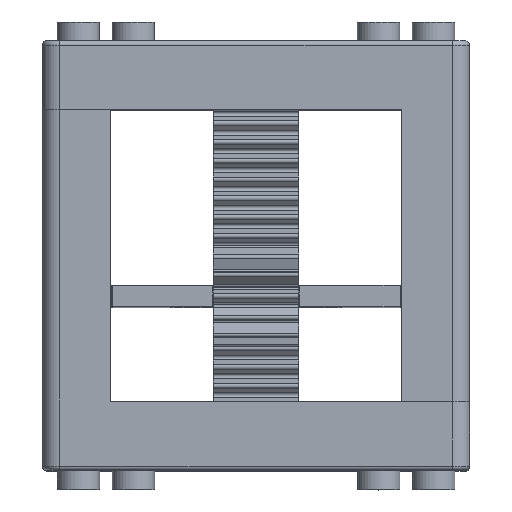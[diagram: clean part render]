
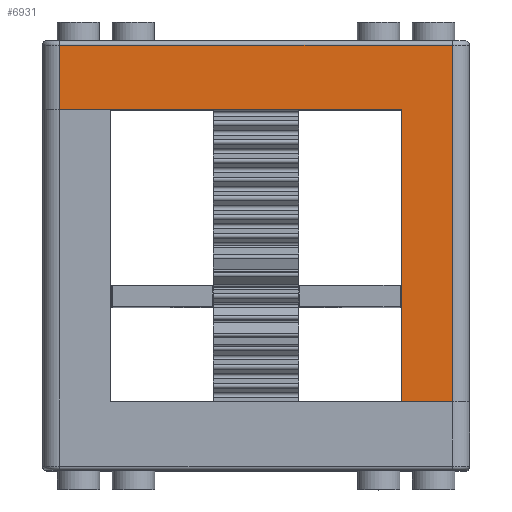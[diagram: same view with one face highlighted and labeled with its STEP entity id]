
A CAD part, top view. The second image highlights one B-rep face of the part: STEP entity #6931.
In plain terms, the highlighted face is planar.
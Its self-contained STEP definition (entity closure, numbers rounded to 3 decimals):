
#736=FACE_OUTER_BOUND('',#1155,.T.);
#1155=EDGE_LOOP('',(#5236,#5237,#5238,#5239,#5240,#5241));
#1578=LINE('',#10757,#2282);
#1580=LINE('',#10760,#2284);
#1582=LINE('',#10766,#2286);
#1589=LINE('',#10779,#2293);
#1608=LINE('',#10815,#2312);
#1639=LINE('',#10887,#2343);
#2282=VECTOR('',#8641,10.);
#2284=VECTOR('',#8645,10.);
#2286=VECTOR('',#8651,10.);
#2293=VECTOR('',#8662,10.);
#2312=VECTOR('',#8685,10.);
#2343=VECTOR('',#8772,10.);
#2997=VERTEX_POINT('',#10713);
#2999=VERTEX_POINT('',#10720);
#3009=VERTEX_POINT('',#10755);
#3010=VERTEX_POINT('',#10762);
#3015=VERTEX_POINT('',#10777);
#3030=VERTEX_POINT('',#10814);
#3777=EDGE_CURVE('',#3009,#2999,#1578,.T.);
#3779=EDGE_CURVE('',#2999,#2997,#1580,.T.);
#3782=EDGE_CURVE('',#2997,#3010,#1582,.T.);
#3789=EDGE_CURVE('',#3015,#3009,#1589,.T.);
#3808=EDGE_CURVE('',#3010,#3030,#1608,.T.);
#3843=EDGE_CURVE('',#3015,#3030,#1639,.T.);
#5236=ORIENTED_EDGE('',*,*,#3777,.F.);
#5237=ORIENTED_EDGE('',*,*,#3789,.F.);
#5238=ORIENTED_EDGE('',*,*,#3843,.T.);
#5239=ORIENTED_EDGE('',*,*,#3808,.F.);
#5240=ORIENTED_EDGE('',*,*,#3782,.F.);
#5241=ORIENTED_EDGE('',*,*,#3779,.F.);
#6645=PLANE('',#7540);
#6931=ADVANCED_FACE('',(#736),#6645,.T.);
#7540=AXIS2_PLACEMENT_3D('',#10895,#8785,#8786);
#8641=DIRECTION('',(0.,0.,-1.));
#8645=DIRECTION('',(0.,1.,0.));
#8651=DIRECTION('',(0.,0.,1.));
#8662=DIRECTION('',(0.,-1.,0.));
#8685=DIRECTION('',(0.,-1.,0.));
#8772=DIRECTION('',(0.,0.,1.));
#8785=DIRECTION('center_axis',(-1.,0.,0.));
#8786=DIRECTION('ref_axis',(0.,-1.,0.));
#10713=CARTESIAN_POINT('',(-24.9,22.9,0.5));
#10720=CARTESIAN_POINT('',(-24.9,-22.9,0.5));
#10755=CARTESIAN_POINT('',(-24.9,-22.9,8.));
#10757=CARTESIAN_POINT('',(-24.9,-22.9,0.));
#10760=CARTESIAN_POINT('',(-24.9,12.45,0.5));
#10762=CARTESIAN_POINT('',(-24.9,22.9,42.1));
#10766=CARTESIAN_POINT('',(-24.9,22.9,0.));
#10777=CARTESIAN_POINT('',(-24.9,17.02,8.));
#10779=CARTESIAN_POINT('',(-24.9,-24.9,8.));
#10814=CARTESIAN_POINT('',(-24.9,17.02,42.1));
#10815=CARTESIAN_POINT('',(-24.9,24.9,42.1));
#10887=CARTESIAN_POINT('',(-24.9,17.02,8.));
#10895=CARTESIAN_POINT('Origin',(-24.9,24.9,0.));
